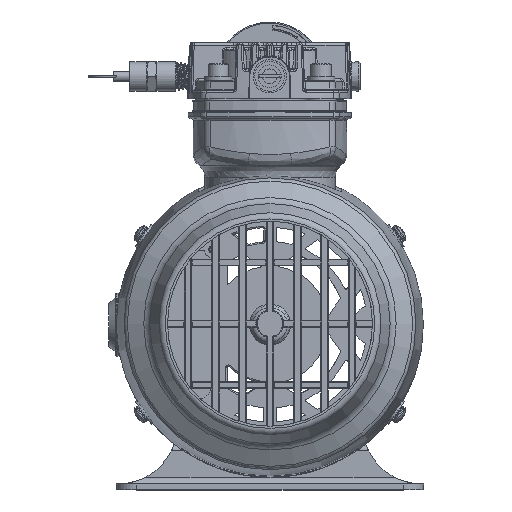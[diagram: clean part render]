
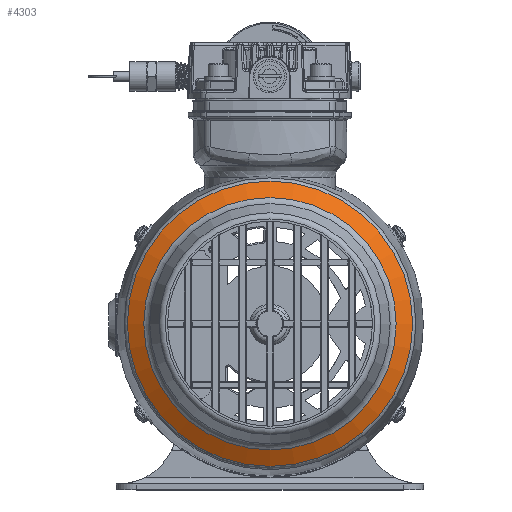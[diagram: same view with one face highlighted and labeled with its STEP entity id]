
A CAD part, top view. The second image highlights one B-rep face of the part: STEP entity #4303.
In plain terms, the highlighted conical face has half-angle 60 degrees and reference radius 66.284 mm.
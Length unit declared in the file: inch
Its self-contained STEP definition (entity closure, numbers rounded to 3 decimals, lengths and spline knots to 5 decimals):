
#193 = EDGE_CURVE ( 'NONE', #102738, #102738, #110731, .T. ) ;
#4303 = ADVANCED_FACE ( 'NONE', ( #78659, #68959 ), #90629, .T. ) ;
#6122 = AXIS2_PLACEMENT_3D ( 'NONE', #29780, #8021, #105831 ) ;
#6929 = VERTEX_POINT ( 'NONE', #55910 ) ;
#7737 = CARTESIAN_POINT ( 'NONE',  ( 0., 0.84956, 0. ) ) ;
#8021 = DIRECTION ( 'NONE',  ( 0., 1., 0. ) ) ;
#9329 = DIRECTION ( 'NONE',  ( 0., 0., -1. ) ) ;
#18729 = DIRECTION ( 'NONE',  ( 0., -1., 0. ) ) ;
#21299 = EDGE_LOOP ( 'NONE', ( #136088 ) ) ;
#29780 = CARTESIAN_POINT ( 'NONE',  ( 0., 0.84956, 0. ) ) ;
#55910 = CARTESIAN_POINT ( 'NONE',  ( 0., 0.84956, -2.60959 ) ) ;
#65770 = AXIS2_PLACEMENT_3D ( 'NONE', #7737, #82297, #9329 ) ;
#68959 = FACE_OUTER_BOUND ( 'NONE', #80513, .T. ) ;
#74947 = ORIENTED_EDGE ( 'NONE', *, *, #127946, .T. ) ;
#78659 = FACE_BOUND ( 'NONE', #21299, .T. ) ;
#80513 = EDGE_LOOP ( 'NONE', ( #74947 ) ) ;
#81241 = CARTESIAN_POINT ( 'NONE',  ( 0., 0.6755, 0. ) ) ;
#82297 = DIRECTION ( 'NONE',  ( 0., -1., 0. ) ) ;
#90629 = CONICAL_SURFACE ( 'NONE', #6122, 2.60959, 1.047 ) ;
#102738 = VERTEX_POINT ( 'NONE', #149233 ) ;
#105831 = DIRECTION ( 'NONE',  ( 0., 0., 1. ) ) ;
#110731 = CIRCLE ( 'NONE', #133817, 2.3081 ) ;
#114004 = CIRCLE ( 'NONE', #65770, 2.60959 ) ;
#127946 = EDGE_CURVE ( 'NONE', #6929, #6929, #114004, .T. ) ;
#133817 = AXIS2_PLACEMENT_3D ( 'NONE', #81241, #18729, #139781 ) ;
#136088 = ORIENTED_EDGE ( 'NONE', *, *, #193, .F. ) ;
#139781 = DIRECTION ( 'NONE',  ( 0., 0., -1. ) ) ;
#149233 = CARTESIAN_POINT ( 'NONE',  ( 0., 0.6755, -2.3081 ) ) ;
